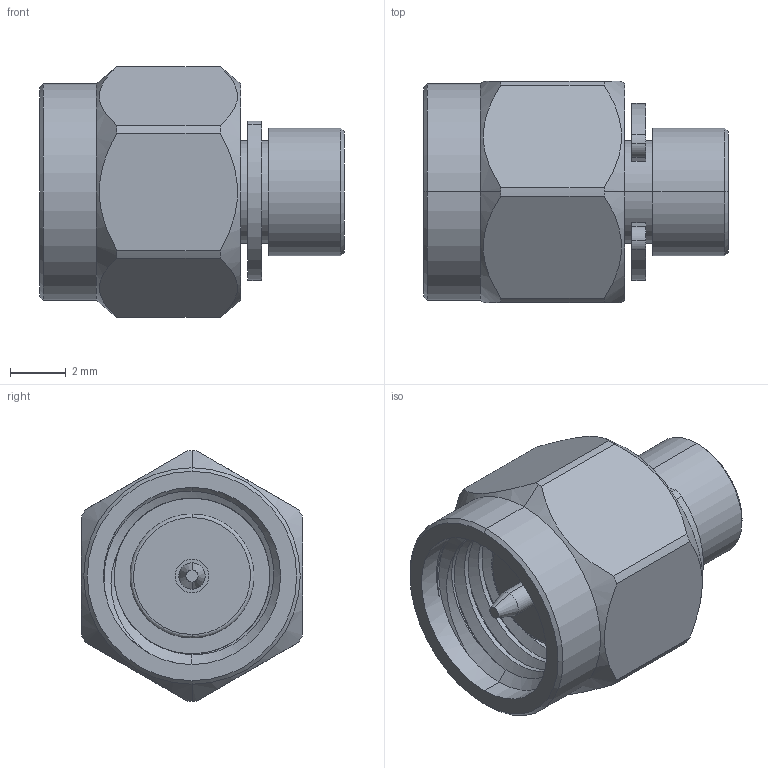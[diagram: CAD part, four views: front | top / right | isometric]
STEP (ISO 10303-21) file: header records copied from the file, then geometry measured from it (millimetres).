
FILE_DESCRIPTION (( 'STEP AP203' ), '1' );
FILE_NAME ('PE6TR1014.step', '2019-06-21T20:42:37', ( '' ), ( '' ), 'SwSTEP 2.0', 'SolidWorks 2018', '' );
FILE_SCHEMA (( 'CONFIG_CONTROL_DESIGN' ));
Length unit declared in the file: inch
Products named in the file (1): PE6TR1014
Bounding box: 10.92 x 7.94 x 8.99 mm (x, y, z)
Volume: 333.4 mm3; surface area: 575.6 mm2
Topology: 2 solids, 2 shells, 84 faces, 208 edges, 134 vertices
Faces by surface type: cylinder 48, plane 18, cone 13, bspline 5
Entity records: 4546 total; most frequent: CARTESIAN_POINT 2528, ORIENTED_EDGE 416, DIRECTION 404, EDGE_CURVE 208, AXIS2_PLACEMENT_3D 166, VERTEX_POINT 134, EDGE_LOOP 90, CIRCLE 86
